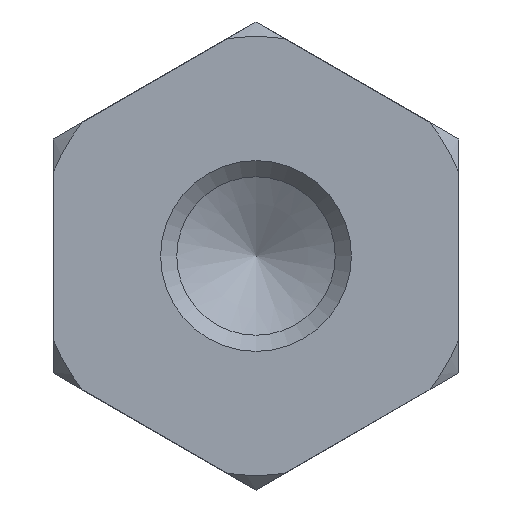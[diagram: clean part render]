
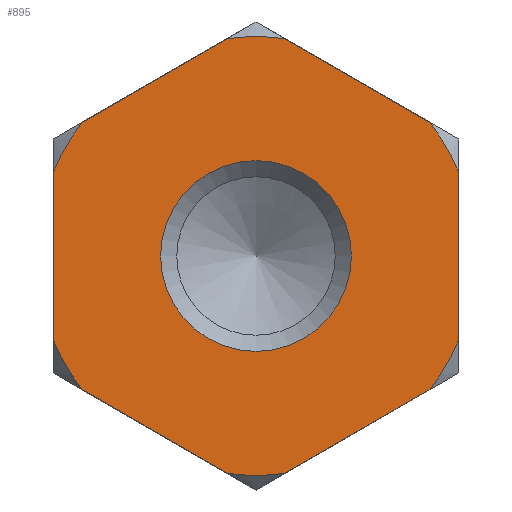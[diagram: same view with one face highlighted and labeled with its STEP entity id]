
A CAD part, front view. The second image highlights one B-rep face of the part: STEP entity #895.
In plain terms, the highlighted planar face has unit normal (0, -1, 0).
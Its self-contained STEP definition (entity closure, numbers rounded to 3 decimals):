
#895 = ADVANCED_FACE( '', ( #1812, #1813 ), #1814, .F. );
#1812 = FACE_BOUND( '', #2745, .T. );
#1813 = FACE_OUTER_BOUND( '', #2746, .T. );
#1814 = PLANE( '', #2747 );
#2745 = EDGE_LOOP( '', ( #5437 ) );
#2746 = EDGE_LOOP( '', ( #5438, #5439, #5440, #5441, #5442, #5443, #5444, #5445, #5446, #5447, #5448, #5449 ) );
#2747 = AXIS2_PLACEMENT_3D( '', #5450, #5451, #5452 );
#5437 = ORIENTED_EDGE( '', *, *, #6691, .F. );
#5438 = ORIENTED_EDGE( '', *, *, #6489, .F. );
#5439 = ORIENTED_EDGE( '', *, *, #6581, .T. );
#5440 = ORIENTED_EDGE( '', *, *, #5915, .F. );
#5441 = ORIENTED_EDGE( '', *, *, #6013, .T. );
#5442 = ORIENTED_EDGE( '', *, *, #6374, .F. );
#5443 = ORIENTED_EDGE( '', *, *, #6478, .T. );
#5444 = ORIENTED_EDGE( '', *, *, #6402, .F. );
#5445 = ORIENTED_EDGE( '', *, *, #6499, .T. );
#5446 = ORIENTED_EDGE( '', *, *, #5637, .F. );
#5447 = ORIENTED_EDGE( '', *, *, #6644, .T. );
#5448 = ORIENTED_EDGE( '', *, *, #5999, .F. );
#5449 = ORIENTED_EDGE( '', *, *, #6463, .T. );
#5450 = CARTESIAN_POINT( '', ( 9.2, 0., 0. ) );
#5451 = DIRECTION( '', ( 0., 1., 0. ) );
#5452 = DIRECTION( '', ( 0., 0., 1. ) );
#5637 = EDGE_CURVE( '', #6740, #6742, #6743, .T. );
#5915 = EDGE_CURVE( '', #7243, #7245, #7246, .T. );
#5999 = EDGE_CURVE( '', #7378, #7380, #7381, .T. );
#6013 = EDGE_CURVE( '', #7243, #7398, #7400, .T. );
#6374 = EDGE_CURVE( '', #7917, #7398, #7919, .T. );
#6402 = EDGE_CURVE( '', #7954, #7956, #7957, .T. );
#6463 = EDGE_CURVE( '', #7378, #8024, #8026, .T. );
#6478 = EDGE_CURVE( '', #7917, #7956, #8043, .T. );
#6489 = EDGE_CURVE( '', #8053, #8024, #8055, .T. );
#6499 = EDGE_CURVE( '', #7954, #6742, #8067, .T. );
#6581 = EDGE_CURVE( '', #8053, #7245, #8159, .T. );
#6644 = EDGE_CURVE( '', #6740, #7380, #8223, .T. );
#6691 = EDGE_CURVE( '', #8272, #8272, #8273, .T. );
#6740 = VERTEX_POINT( '', #8328 );
#6742 = VERTEX_POINT( '', #8333 );
#6743 = LINE( '', #8334, #8335 );
#7243 = VERTEX_POINT( '', #8976 );
#7245 = VERTEX_POINT( '', #8981 );
#7246 = LINE( '', #8982, #8983 );
#7378 = VERTEX_POINT( '', #9189 );
#7380 = VERTEX_POINT( '', #9194 );
#7381 = LINE( '', #9195, #9196 );
#7398 = VERTEX_POINT( '', #9226 );
#7400 = CIRCLE( '', #9231, 9.2 );
#7917 = VERTEX_POINT( '', #10014 );
#7919 = LINE( '', #10019, #10020 );
#7954 = VERTEX_POINT( '', #10077 );
#7956 = VERTEX_POINT( '', #10082 );
#7957 = LINE( '', #10083, #10084 );
#8024 = VERTEX_POINT( '', #10197 );
#8026 = CIRCLE( '', #10202, 9.2 );
#8043 = CIRCLE( '', #10224, 9.2 );
#8053 = VERTEX_POINT( '', #10241 );
#8055 = LINE( '', #10246, #10247 );
#8067 = CIRCLE( '', #10263, 9.2 );
#8159 = CIRCLE( '', #10412, 9.2 );
#8223 = CIRCLE( '', #10499, 9.2 );
#8272 = VERTEX_POINT( '', #10567 );
#8273 = CIRCLE( '', #10568, 4. );
#8328 = CARTESIAN_POINT( '', ( 1.202, 0., 9.121 ) );
#8333 = CARTESIAN_POINT( '', ( 7.298, 0., 5.601 ) );
#8334 = CARTESIAN_POINT( '', ( 11.15, 0., 3.377 ) );
#8335 = VECTOR( '', #10612, 1000. );
#8976 = CARTESIAN_POINT( '', ( -1.202, 0., -9.121 ) );
#8981 = CARTESIAN_POINT( '', ( -7.298, 0., -5.601 ) );
#8982 = CARTESIAN_POINT( '', ( 2.65, 0., -11.345 ) );
#8983 = VECTOR( '', #11076, 1000. );
#9189 = CARTESIAN_POINT( '', ( -7.298, 0., 5.601 ) );
#9194 = CARTESIAN_POINT( '', ( -1.202, 0., 9.121 ) );
#9195 = CARTESIAN_POINT( '', ( 2.65, 0., 11.345 ) );
#9196 = VECTOR( '', #11142, 1000. );
#9226 = CARTESIAN_POINT( '', ( 1.202, 0., -9.121 ) );
#9231 = AXIS2_PLACEMENT_3D( '', #11150, #11151, #11152 );
#10014 = CARTESIAN_POINT( '', ( 7.298, 0., -5.601 ) );
#10019 = CARTESIAN_POINT( '', ( 11.15, 0., -3.377 ) );
#10020 = VECTOR( '', #11422, 1000. );
#10077 = CARTESIAN_POINT( '', ( 8.5, 0., 3.52 ) );
#10082 = CARTESIAN_POINT( '', ( 8.5, 0., -3.52 ) );
#10083 = CARTESIAN_POINT( '', ( 8.5, 0., 0. ) );
#10084 = VECTOR( '', #11440, 1000. );
#10197 = CARTESIAN_POINT( '', ( -8.5, 0., 3.52 ) );
#10202 = AXIS2_PLACEMENT_3D( '', #11479, #11480, #11481 );
#10224 = AXIS2_PLACEMENT_3D( '', #11490, #11491, #11492 );
#10241 = CARTESIAN_POINT( '', ( -8.5, 0., -3.52 ) );
#10246 = CARTESIAN_POINT( '', ( -8.5, 0., 0. ) );
#10247 = VECTOR( '', #11495, 1000. );
#10263 = AXIS2_PLACEMENT_3D( '', #11500, #11501, #11502 );
#10412 = AXIS2_PLACEMENT_3D( '', #11560, #11561, #11562 );
#10499 = AXIS2_PLACEMENT_3D( '', #11592, #11593, #11594 );
#10567 = CARTESIAN_POINT( '', ( 0., 0., -4. ) );
#10568 = AXIS2_PLACEMENT_3D( '', #11614, #11615, #11616 );
#10612 = DIRECTION( '', ( 0.866, 0., -0.5 ) );
#11076 = DIRECTION( '', ( -0.866, 0., 0.5 ) );
#11142 = DIRECTION( '', ( 0.866, 0., 0.5 ) );
#11150 = CARTESIAN_POINT( '', ( 0., 0., 0. ) );
#11151 = DIRECTION( '', ( 0., -1., 0. ) );
#11152 = DIRECTION( '', ( 0., 0., -1. ) );
#11422 = DIRECTION( '', ( -0.866, 0., -0.5 ) );
#11440 = DIRECTION( '', ( 0., 0., -1. ) );
#11479 = CARTESIAN_POINT( '', ( 0., 0., 0. ) );
#11480 = DIRECTION( '', ( 0., -1., 0. ) );
#11481 = DIRECTION( '', ( 0., 0., -1. ) );
#11490 = CARTESIAN_POINT( '', ( 0., 0., 0. ) );
#11491 = DIRECTION( '', ( 0., -1., 0. ) );
#11492 = DIRECTION( '', ( 0., 0., -1. ) );
#11495 = DIRECTION( '', ( 0., 0., 1. ) );
#11500 = CARTESIAN_POINT( '', ( 0., 0., 0. ) );
#11501 = DIRECTION( '', ( 0., -1., 0. ) );
#11502 = DIRECTION( '', ( 0., 0., -1. ) );
#11560 = CARTESIAN_POINT( '', ( 0., 0., 0. ) );
#11561 = DIRECTION( '', ( 0., -1., 0. ) );
#11562 = DIRECTION( '', ( 0., 0., -1. ) );
#11592 = CARTESIAN_POINT( '', ( 0., 0., 0. ) );
#11593 = DIRECTION( '', ( 0., -1., 0. ) );
#11594 = DIRECTION( '', ( 0., 0., -1. ) );
#11614 = CARTESIAN_POINT( '', ( 0., 0., 0. ) );
#11615 = DIRECTION( '', ( 0., -1., 0. ) );
#11616 = DIRECTION( '', ( 0., 0., -1. ) );
